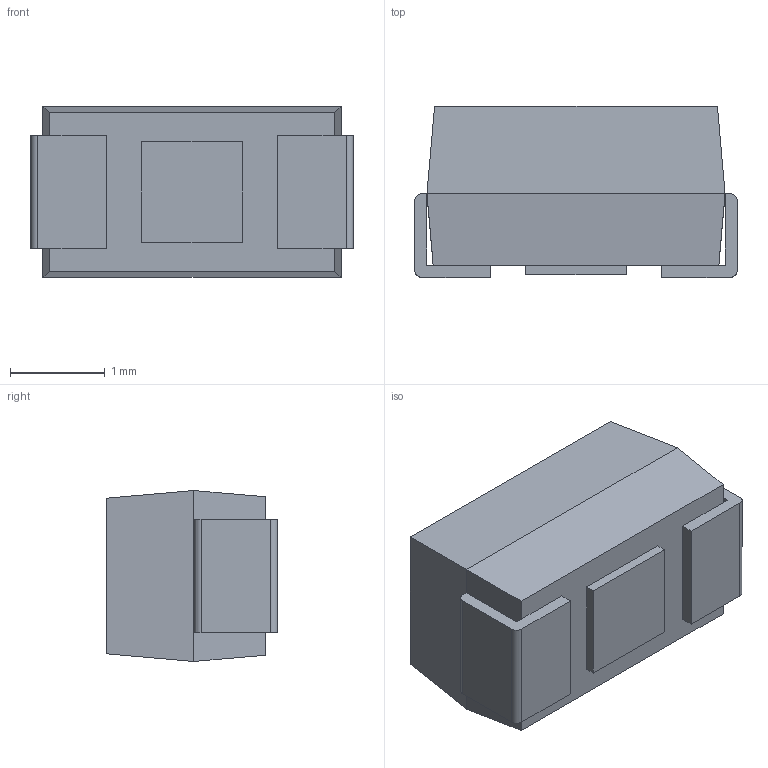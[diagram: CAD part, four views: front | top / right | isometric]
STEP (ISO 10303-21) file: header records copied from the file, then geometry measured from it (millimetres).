
FILE_DESCRIPTION (( 'STEP AP214' ), '1' );
FILE_NAME ('CTSM_3216_L3.40W1.8H1.80S0.8F1.2.STEP', '2018-05-08T16:49:24', ( '' ), ( '' ), 'SwSTEP 2.0', 'SolidWorks 2014', '' );
FILE_SCHEMA (( 'AUTOMOTIVE_DESIGN' ));
Length unit declared in the file: millimetre
Products named in the file (5): CTSM_Case_Bottom_21; CTSM_Case_Top_21; CTSM_Case_Cathode_21; CTSM_Case_Anode_21; CTSM_3216_L3.40W1.8H1.80S0.8F1.2
Assembly tree (4 placements, depth 2):
  CTSM_3216_L3.40W1.8H1.80S0.8F1.2
    CTSM_Case_Bottom_21
    CTSM_Case_Top_21
    CTSM_Case_Cathode_21
    CTSM_Case_Anode_21
Bounding box: 3.4 x 1.8 x 1.8 mm (x, y, z)
Volume: 9.4 mm3; surface area: 46.7 mm2
Topology: 7 solids, 7 shells, 94 faces, 237 edges, 158 vertices
Faces by surface type: plane 90, cylinder 4
Entity records: 3621 total; most frequent: CARTESIAN_POINT 496, ORIENTED_EDGE 474, DIRECTION 447, EDGE_CURVE 237, VECTOR 229, LINE 229, VERTEX_POINT 158, AXIS2_PLACEMENT_3D 109
